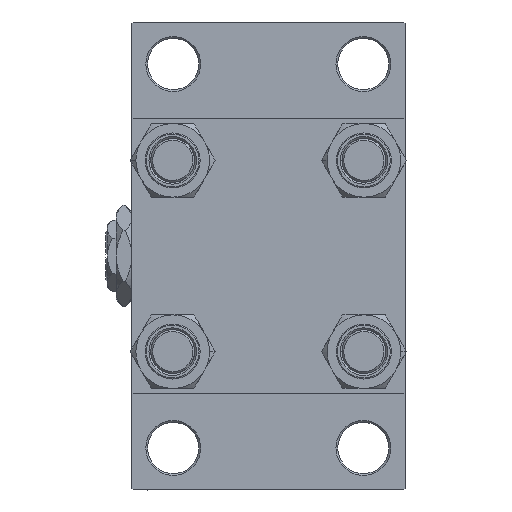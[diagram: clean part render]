
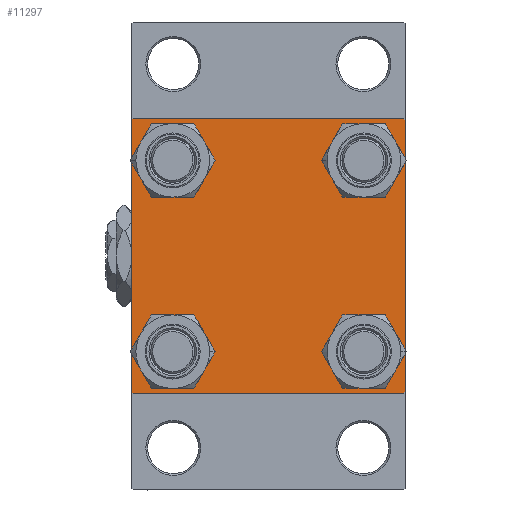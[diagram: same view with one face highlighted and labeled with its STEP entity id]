
A CAD part, left-side view. The second image highlights one B-rep face of the part: STEP entity #11297.
In plain terms, the highlighted planar face has unit normal (-1, 0, 0).
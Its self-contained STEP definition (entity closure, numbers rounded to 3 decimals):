
#76 = AXIS2_PLACEMENT_3D ( 'NONE', #37957, #42504, #19000 ) ;
#197 = FACE_BOUND ( 'NONE', #1666, .T. ) ;
#340 = VERTEX_POINT ( 'NONE', #30567 ) ;
#382 = CARTESIAN_POINT ( 'NONE',  ( 0., 37.5, 37. ) ) ;
#440 = CIRCLE ( 'NONE', #49634, 6.5 ) ;
#651 = DIRECTION ( 'NONE',  ( 1., 0., 0. ) ) ;
#705 = DIRECTION ( 'NONE',  ( 0., 0., -1. ) ) ;
#1018 = VECTOR ( 'NONE', #45852, 1000. ) ;
#1268 = ORIENTED_EDGE ( 'NONE', *, *, #5614, .T. ) ;
#1353 = ORIENTED_EDGE ( 'NONE', *, *, #28091, .T. ) ;
#1666 = EDGE_LOOP ( 'NONE', ( #28624, #46789 ) ) ;
#3137 = VECTOR ( 'NONE', #27221, 1000. ) ;
#3167 = VERTEX_POINT ( 'NONE', #48463 ) ;
#3241 = CARTESIAN_POINT ( 'NONE',  ( 0., -37.25, 37.25 ) ) ;
#3414 = EDGE_CURVE ( 'NONE', #16145, #33558, #13536, .T. ) ;
#3491 = FACE_OUTER_BOUND ( 'NONE', #37302, .T. ) ;
#3579 = CARTESIAN_POINT ( 'NONE',  ( 0., 37., 37.5 ) ) ;
#3608 = DIRECTION ( 'NONE',  ( 0., 0., 1. ) ) ;
#3733 = VECTOR ( 'NONE', #14315, 1000. ) ;
#3888 = LINE ( 'NONE', #30893, #1018 ) ;
#4282 = CARTESIAN_POINT ( 'NONE',  ( 0., -26.15, -26.15 ) ) ;
#4331 = CARTESIAN_POINT ( 'NONE',  ( 0., 26.15, 26.15 ) ) ;
#4693 = CARTESIAN_POINT ( 'NONE',  ( 0., 26.15, 26.15 ) ) ;
#4751 = DIRECTION ( 'NONE',  ( 1., 0., 0. ) ) ;
#4778 = ORIENTED_EDGE ( 'NONE', *, *, #40632, .T. ) ;
#4797 = CIRCLE ( 'NONE', #23324, 6.5 ) ;
#4842 = EDGE_CURVE ( 'NONE', #47091, #10775, #7654, .T. ) ;
#5614 = EDGE_CURVE ( 'NONE', #33558, #30517, #44778, .T. ) ;
#5725 = VERTEX_POINT ( 'NONE', #49038 ) ;
#6116 = EDGE_CURVE ( 'NONE', #10775, #47091, #6951, .T. ) ;
#6622 = DIRECTION ( 'NONE',  ( 0., 0., 1. ) ) ;
#6951 = CIRCLE ( 'NONE', #20643, 6.5 ) ;
#7209 = EDGE_CURVE ( 'NONE', #47156, #22868, #25449, .T. ) ;
#7516 = DIRECTION ( 'NONE',  ( -1., 0., 0. ) ) ;
#7654 = CIRCLE ( 'NONE', #31045, 6.5 ) ;
#9510 = AXIS2_PLACEMENT_3D ( 'NONE', #10814, #7516, #22928 ) ;
#10634 = CARTESIAN_POINT ( 'NONE',  ( 0., -26.15, -19.65 ) ) ;
#10775 = VERTEX_POINT ( 'NONE', #26205 ) ;
#10814 = CARTESIAN_POINT ( 'NONE',  ( 0., 0., 0. ) ) ;
#10969 = LINE ( 'NONE', #23334, #20633 ) ;
#11111 = DIRECTION ( 'NONE',  ( 0., 0., 1. ) ) ;
#11213 = DIRECTION ( 'NONE',  ( 0., -0.707, 0.707 ) ) ;
#11297 = ADVANCED_FACE ( 'NONE', ( #19384, #34795, #197, #19629, #3491 ), #15583, .T. ) ;
#11304 = CARTESIAN_POINT ( 'NONE',  ( 0., -26.15, -32.65 ) ) ;
#12179 = CIRCLE ( 'NONE', #27506, 6.5 ) ;
#12927 = DIRECTION ( 'NONE',  ( 0., -1., 0. ) ) ;
#13345 = VERTEX_POINT ( 'NONE', #20716 ) ;
#13536 = LINE ( 'NONE', #41081, #15688 ) ;
#14315 = DIRECTION ( 'NONE',  ( 0., -1., 0. ) ) ;
#14394 = EDGE_CURVE ( 'NONE', #13345, #24119, #440, .T. ) ;
#14478 = CARTESIAN_POINT ( 'NONE',  ( 0., 26.15, -26.15 ) ) ;
#14759 = ORIENTED_EDGE ( 'NONE', *, *, #45789, .T. ) ;
#15092 = EDGE_CURVE ( 'NONE', #30517, #340, #10969, .T. ) ;
#15583 = PLANE ( 'NONE',  #9510 ) ;
#15688 = VECTOR ( 'NONE', #29194, 1000. ) ;
#16145 = VERTEX_POINT ( 'NONE', #37578 ) ;
#16241 = CARTESIAN_POINT ( 'NONE',  ( 0., 26.15, -32.65 ) ) ;
#16374 = ORIENTED_EDGE ( 'NONE', *, *, #14394, .T. ) ;
#19000 = DIRECTION ( 'NONE',  ( 0., 0., 1. ) ) ;
#19378 = LINE ( 'NONE', #3241, #3137 ) ;
#19384 = FACE_BOUND ( 'NONE', #27169, .T. ) ;
#19629 = FACE_BOUND ( 'NONE', #32688, .T. ) ;
#19679 = DIRECTION ( 'NONE',  ( 1., 0., 0. ) ) ;
#19731 = DIRECTION ( 'NONE',  ( 0., 0., 1. ) ) ;
#19957 = ORIENTED_EDGE ( 'NONE', *, *, #7209, .F. ) ;
#20388 = LINE ( 'NONE', #27729, #21775 ) ;
#20633 = VECTOR ( 'NONE', #11213, 1000. ) ;
#20643 = AXIS2_PLACEMENT_3D ( 'NONE', #29996, #37598, #40909 ) ;
#20716 = CARTESIAN_POINT ( 'NONE',  ( 0., -26.15, 19.65 ) ) ;
#21047 = CARTESIAN_POINT ( 'NONE',  ( 0., -26.15, 32.65 ) ) ;
#21775 = VECTOR ( 'NONE', #705, 1000. ) ;
#22868 = VERTEX_POINT ( 'NONE', #40455 ) ;
#22928 = DIRECTION ( 'NONE',  ( 0., 0., 1. ) ) ;
#23023 = VECTOR ( 'NONE', #12927, 1000. ) ;
#23324 = AXIS2_PLACEMENT_3D ( 'NONE', #4331, #31603, #19731 ) ;
#23334 = CARTESIAN_POINT ( 'NONE',  ( 0., -37.25, -37.25 ) ) ;
#23430 = EDGE_CURVE ( 'NONE', #37625, #5725, #4797, .T. ) ;
#24119 = VERTEX_POINT ( 'NONE', #21047 ) ;
#25449 = LINE ( 'NONE', #40861, #3733 ) ;
#25855 = EDGE_CURVE ( 'NONE', #3167, #22868, #19378, .T. ) ;
#26205 = CARTESIAN_POINT ( 'NONE',  ( 0., 26.15, -19.65 ) ) ;
#26322 = DIRECTION ( 'NONE',  ( 1., 0., 0. ) ) ;
#26724 = AXIS2_PLACEMENT_3D ( 'NONE', #4282, #19679, #11111 ) ;
#27169 = EDGE_LOOP ( 'NONE', ( #48252, #16374 ) ) ;
#27221 = DIRECTION ( 'NONE',  ( 0., 0.707, 0.707 ) ) ;
#27486 = DIRECTION ( 'NONE',  ( 0., 0., 1. ) ) ;
#27506 = AXIS2_PLACEMENT_3D ( 'NONE', #4693, #651, #34751 ) ;
#27729 = CARTESIAN_POINT ( 'NONE',  ( 0., 37.5, 37.5 ) ) ;
#28091 = EDGE_CURVE ( 'NONE', #42322, #16145, #20388, .T. ) ;
#28160 = EDGE_CURVE ( 'NONE', #47156, #42322, #28231, .T. ) ;
#28231 = LINE ( 'NONE', #44659, #43571 ) ;
#28624 = ORIENTED_EDGE ( 'NONE', *, *, #6116, .T. ) ;
#29194 = DIRECTION ( 'NONE',  ( 0., -0.707, -0.707 ) ) ;
#29996 = CARTESIAN_POINT ( 'NONE',  ( 0., 26.15, -26.15 ) ) ;
#30089 = ORIENTED_EDGE ( 'NONE', *, *, #3414, .T. ) ;
#30426 = EDGE_CURVE ( 'NONE', #5725, #37625, #12179, .T. ) ;
#30517 = VERTEX_POINT ( 'NONE', #42845 ) ;
#30567 = CARTESIAN_POINT ( 'NONE',  ( 0., -37.5, -37. ) ) ;
#30893 = CARTESIAN_POINT ( 'NONE',  ( 0., -37.5, 37.5 ) ) ;
#31045 = AXIS2_PLACEMENT_3D ( 'NONE', #14478, #46298, #3608 ) ;
#31603 = DIRECTION ( 'NONE',  ( 1., 0., 0. ) ) ;
#32014 = DIRECTION ( 'NONE',  ( 0., 0.707, -0.707 ) ) ;
#32688 = EDGE_LOOP ( 'NONE', ( #32944, #33454 ) ) ;
#32944 = ORIENTED_EDGE ( 'NONE', *, *, #23430, .T. ) ;
#33148 = CIRCLE ( 'NONE', #76, 6.5 ) ;
#33454 = ORIENTED_EDGE ( 'NONE', *, *, #30426, .T. ) ;
#33558 = VERTEX_POINT ( 'NONE', #39520 ) ;
#34129 = CARTESIAN_POINT ( 'NONE',  ( 0., -26.15, 26.15 ) ) ;
#34751 = DIRECTION ( 'NONE',  ( 0., 0., 1. ) ) ;
#34795 = FACE_BOUND ( 'NONE', #48417, .T. ) ;
#34850 = ORIENTED_EDGE ( 'NONE', *, *, #28160, .T. ) ;
#34969 = CIRCLE ( 'NONE', #36592, 6.5 ) ;
#36592 = AXIS2_PLACEMENT_3D ( 'NONE', #39366, #4751, #27486 ) ;
#37302 = EDGE_LOOP ( 'NONE', ( #1353, #30089, #1268, #40424, #41778, #38503, #19957, #34850 ) ) ;
#37578 = CARTESIAN_POINT ( 'NONE',  ( 0., 37.5, -37. ) ) ;
#37598 = DIRECTION ( 'NONE',  ( 1., 0., 0. ) ) ;
#37625 = VERTEX_POINT ( 'NONE', #37875 ) ;
#37875 = CARTESIAN_POINT ( 'NONE',  ( 0., 26.15, 32.65 ) ) ;
#37957 = CARTESIAN_POINT ( 'NONE',  ( 0., -26.15, 26.15 ) ) ;
#38503 = ORIENTED_EDGE ( 'NONE', *, *, #25855, .T. ) ;
#39175 = EDGE_CURVE ( 'NONE', #24119, #13345, #33148, .T. ) ;
#39366 = CARTESIAN_POINT ( 'NONE',  ( 0., -26.15, -26.15 ) ) ;
#39520 = CARTESIAN_POINT ( 'NONE',  ( 0., 37., -37.5 ) ) ;
#40424 = ORIENTED_EDGE ( 'NONE', *, *, #15092, .T. ) ;
#40455 = CARTESIAN_POINT ( 'NONE',  ( 0., -37., 37.5 ) ) ;
#40632 = EDGE_CURVE ( 'NONE', #48941, #48491, #43687, .T. ) ;
#40861 = CARTESIAN_POINT ( 'NONE',  ( 0., 37.5, 37.5 ) ) ;
#40909 = DIRECTION ( 'NONE',  ( 0., 0., 1. ) ) ;
#41081 = CARTESIAN_POINT ( 'NONE',  ( 0., 37.25, -37.25 ) ) ;
#41778 = ORIENTED_EDGE ( 'NONE', *, *, #43967, .F. ) ;
#42322 = VERTEX_POINT ( 'NONE', #382 ) ;
#42504 = DIRECTION ( 'NONE',  ( 1., 0., 0. ) ) ;
#42845 = CARTESIAN_POINT ( 'NONE',  ( 0., -37., -37.5 ) ) ;
#43571 = VECTOR ( 'NONE', #32014, 1000. ) ;
#43687 = CIRCLE ( 'NONE', #26724, 6.5 ) ;
#43967 = EDGE_CURVE ( 'NONE', #3167, #340, #3888, .T. ) ;
#44016 = CARTESIAN_POINT ( 'NONE',  ( 0., 37.5, -37.5 ) ) ;
#44659 = CARTESIAN_POINT ( 'NONE',  ( 0., 37.25, 37.25 ) ) ;
#44778 = LINE ( 'NONE', #44016, #23023 ) ;
#45789 = EDGE_CURVE ( 'NONE', #48491, #48941, #34969, .T. ) ;
#45852 = DIRECTION ( 'NONE',  ( 0., 0., -1. ) ) ;
#46298 = DIRECTION ( 'NONE',  ( 1., 0., 0. ) ) ;
#46789 = ORIENTED_EDGE ( 'NONE', *, *, #4842, .T. ) ;
#47091 = VERTEX_POINT ( 'NONE', #16241 ) ;
#47156 = VERTEX_POINT ( 'NONE', #3579 ) ;
#48252 = ORIENTED_EDGE ( 'NONE', *, *, #39175, .T. ) ;
#48417 = EDGE_LOOP ( 'NONE', ( #14759, #4778 ) ) ;
#48463 = CARTESIAN_POINT ( 'NONE',  ( 0., -37.5, 37. ) ) ;
#48491 = VERTEX_POINT ( 'NONE', #10634 ) ;
#48941 = VERTEX_POINT ( 'NONE', #11304 ) ;
#49038 = CARTESIAN_POINT ( 'NONE',  ( 0., 26.15, 19.65 ) ) ;
#49634 = AXIS2_PLACEMENT_3D ( 'NONE', #34129, #26322, #6622 ) ;
